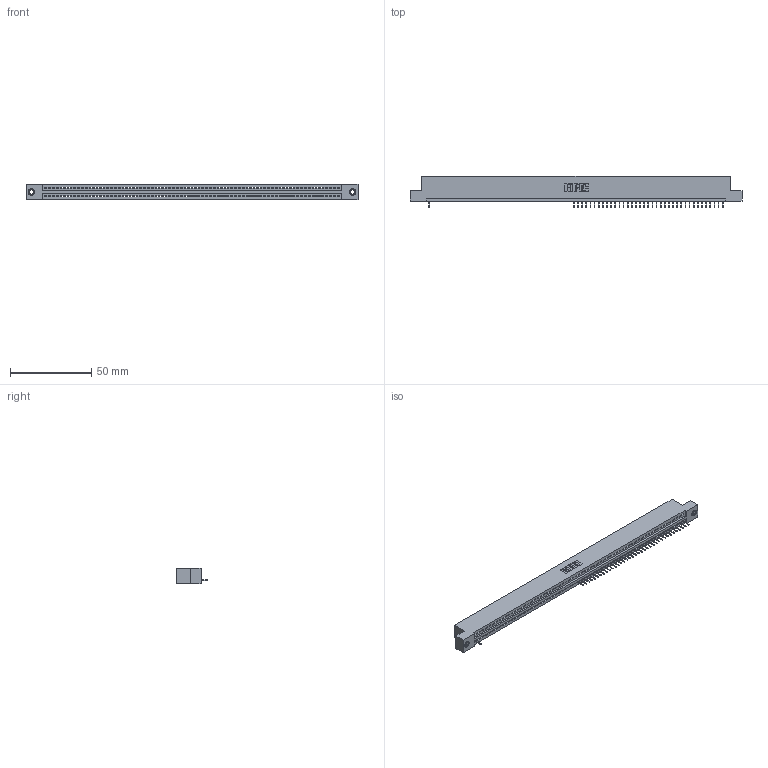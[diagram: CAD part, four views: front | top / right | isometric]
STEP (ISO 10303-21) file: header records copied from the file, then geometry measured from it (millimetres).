
FILE_DESCRIPTION (( 'STEP AP203' ), '1' );
FILE_NAME ('395-072-524-107.STEP', '2018-11-27T10:06:36', ( '' ), ( '' ), 'SwSTEP 2.0', 'SolidWorks 2016', '' );
FILE_SCHEMA (( 'CONFIG_CONTROL_DESIGN' ));
Length unit declared in the file: inch
Products named in the file (4): 395-072-524-107; 345-250-001_345-250-005-103; 345-292-001_345-293-124; 345 Part_Flush Mounting Lugs - 0.156 Dia-TI
Assembly tree (41 placements, depth 2):
  395-072-524-107
    345 Part_Flush Mounting Lugs - 0.156 Dia-TI
    345-292-001_345-293-124  x38
    345-250-001_345-250-005-103  x2
Bounding box: 204.09 x 19.35 x 9.4 mm (x, y, z)
Volume: 19077.4 mm3; surface area: 23244.9 mm2
Topology: 41 solids, 41 shells, 3086 faces, 9153 edges, 5942 vertices
Faces by surface type: plane 2336, cylinder 734, cone 12, torus 4
Entity records: 50322 total; most frequent: ORIENTED_EDGE 8882, CARTESIAN_POINT 8849, DIRECTION 7675, EDGE_CURVE 4441, LINE 4005, VECTOR 4005, VERTEX_POINT 2952, AXIS2_PLACEMENT_3D 1835
